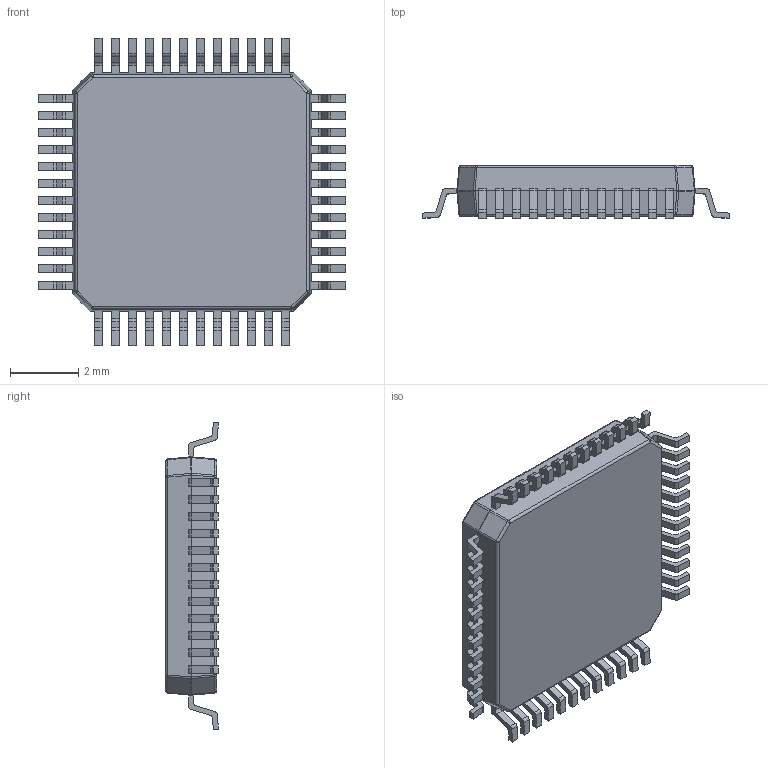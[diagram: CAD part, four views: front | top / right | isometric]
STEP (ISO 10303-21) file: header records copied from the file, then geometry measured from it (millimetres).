
FILE_DESCRIPTION (( 'STEP AP214' ), '1' );
FILE_NAME ('LQFP-48-7x7mm.STEP', '2016-01-07T05:27:35', ( '' ), ( '' ), 'SwSTEP 2.0', 'SolidWorks 2015', '' );
FILE_SCHEMA (( 'AUTOMOTIVE_DESIGN' ));
Length unit declared in the file: millimetre
Products named in the file (1): LQFP-48-7x7mm
Bounding box: 9.02 x 1.55 x 9.02 mm (x, y, z)
Volume: 73.7 mm3; surface area: 185.5 mm2
Topology: 1 solids, 1 shells, 725 faces, 2102 edges, 1364 vertices
Faces by surface type: plane 451, cylinder 242, sphere 32
Entity records: 30555 total; most frequent: CARTESIAN_POINT 4224, ORIENTED_EDGE 4172, DIRECTION 4006, EDGE_CURVE 2086, VECTOR 1586, LINE 1586, VERTEX_POINT 1364, AXIS2_PLACEMENT_3D 1210
